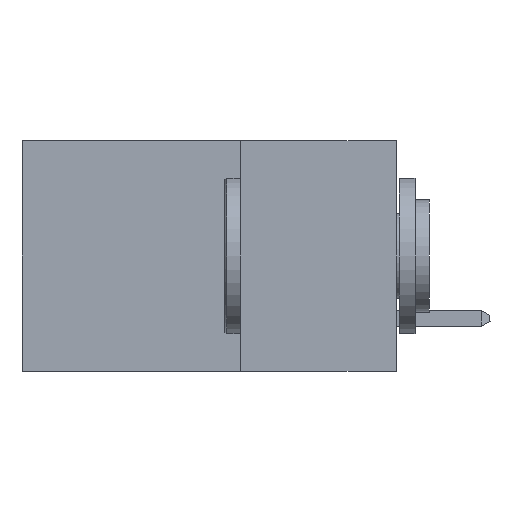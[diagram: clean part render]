
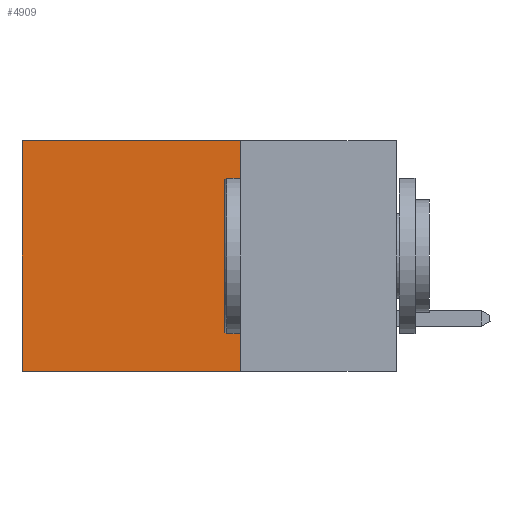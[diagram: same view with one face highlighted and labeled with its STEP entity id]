
A CAD part, left-side view. The second image highlights one B-rep face of the part: STEP entity #4909.
In plain terms, the highlighted planar face has unit normal (-1, 0, 0).
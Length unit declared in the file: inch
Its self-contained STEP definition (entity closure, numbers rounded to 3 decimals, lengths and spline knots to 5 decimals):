
#7 = LINE ( 'NONE', #7858, #12049 ) ;
#114 = CARTESIAN_POINT ( 'NONE',  ( 0.298, 0.25, 0. ) ) ;
#137 = DIRECTION ( 'NONE',  ( 0., 0., -1. ) ) ;
#651 = CARTESIAN_POINT ( 'NONE',  ( 0.298, 0.25, 0. ) ) ;
#845 = DIRECTION ( 'NONE',  ( 1., 0., 0. ) ) ;
#2614 = EDGE_CURVE ( 'NONE', #5418, #5064, #11572, .T. ) ;
#3323 = VERTEX_POINT ( 'NONE', #7456 ) ;
#3582 = EDGE_CURVE ( 'NONE', #5064, #5236, #4178, .T. ) ;
#3760 = PLANE ( 'NONE',  #7079 ) ;
#4178 = LINE ( 'NONE', #13035, #11204 ) ;
#4864 = VECTOR ( 'NONE', #7363, 39.37008 ) ;
#4909 = ADVANCED_FACE ( 'NONE', ( #8908 ), #3760, .F. ) ;
#5064 = VERTEX_POINT ( 'NONE', #6695 ) ;
#5236 = VERTEX_POINT ( 'NONE', #11564 ) ;
#5418 = VERTEX_POINT ( 'NONE', #651 ) ;
#6695 = CARTESIAN_POINT ( 'NONE',  ( 0.298, 0.25, -0.37 ) ) ;
#7021 = ORIENTED_EDGE ( 'NONE', *, *, #3582, .F. ) ;
#7079 = AXIS2_PLACEMENT_3D ( 'NONE', #13325, #845, #12184 ) ;
#7354 = ORIENTED_EDGE ( 'NONE', *, *, #9342, .T. ) ;
#7363 = DIRECTION ( 'NONE',  ( 0., 0., -1. ) ) ;
#7456 = CARTESIAN_POINT ( 'NONE',  ( 0.298, 0.6, 0. ) ) ;
#7787 = EDGE_CURVE ( 'NONE', #3323, #5236, #12744, .T. ) ;
#7858 = CARTESIAN_POINT ( 'NONE',  ( 0.298, 0.25, 0. ) ) ;
#8908 = FACE_OUTER_BOUND ( 'NONE', #12857, .T. ) ;
#9342 = EDGE_CURVE ( 'NONE', #5418, #3323, #7, .T. ) ;
#9595 = ORIENTED_EDGE ( 'NONE', *, *, #2614, .F. ) ;
#10138 = DIRECTION ( 'NONE',  ( 0., 1., 0. ) ) ;
#10993 = DIRECTION ( 'NONE',  ( 0., 1., 0. ) ) ;
#11204 = VECTOR ( 'NONE', #10138, 39.37008 ) ;
#11530 = CARTESIAN_POINT ( 'NONE',  ( 0.298, 0.6, 0. ) ) ;
#11564 = CARTESIAN_POINT ( 'NONE',  ( 0.298, 0.6, -0.37 ) ) ;
#11572 = LINE ( 'NONE', #114, #4864 ) ;
#11910 = ORIENTED_EDGE ( 'NONE', *, *, #7787, .T. ) ;
#12049 = VECTOR ( 'NONE', #10993, 39.37008 ) ;
#12184 = DIRECTION ( 'NONE',  ( 0., 0., -1. ) ) ;
#12572 = VECTOR ( 'NONE', #137, 39.37008 ) ;
#12744 = LINE ( 'NONE', #11530, #12572 ) ;
#12857 = EDGE_LOOP ( 'NONE', ( #11910, #7021, #9595, #7354 ) ) ;
#13035 = CARTESIAN_POINT ( 'NONE',  ( 0.298, 0.25, -0.37 ) ) ;
#13325 = CARTESIAN_POINT ( 'NONE',  ( 0.298, 0.25, 0. ) ) ;
